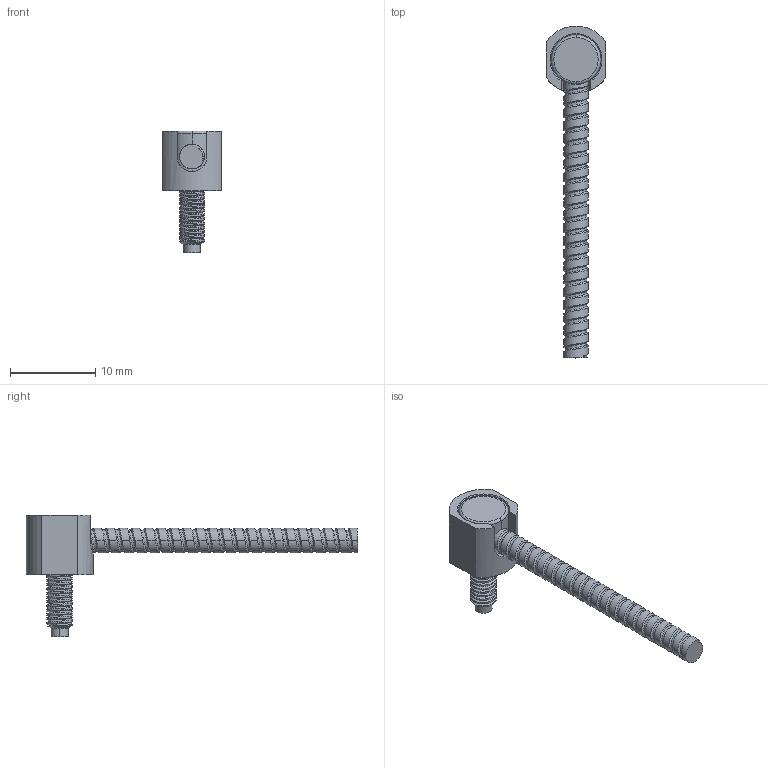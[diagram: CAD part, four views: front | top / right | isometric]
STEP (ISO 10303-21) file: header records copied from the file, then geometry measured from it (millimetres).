
FILE_DESCRIPTION((''),'2;1');
FILE_NAME('PTG-310TZ','2021-04-19T16:40:41',('Administrator'),(''),'CREO PARAMETRIC BY PTC INC, 2018400','CREO PARAMETRIC BY PTC INC, 2018400','');
FILE_SCHEMA(('CONFIG_CONTROL_DESIGN'));
Length unit declared in the file: millimetre
Products named in the file (1): PTG-310TZ
Bounding box: 7 x 38.95 x 14.3 mm (x, y, z)
Volume: 551.2 mm3; surface area: 1674.4 mm2
Topology: 1 solids, 2 shells, 252 faces, 682 edges, 440 vertices
Faces by surface type: cylinder 158, bspline 56, plane 28, torus 6, cone 4
Entity records: 21684 total; most frequent: CARTESIAN_POINT 16155, ORIENTED_EDGE 1364, DIRECTION 774, EDGE_CURVE 682, VERTEX_POINT 440, B_SPLINE_CURVE_WITH_KNOTS 364, AXIS2_PLACEMENT_3D 259, EDGE_LOOP 258
